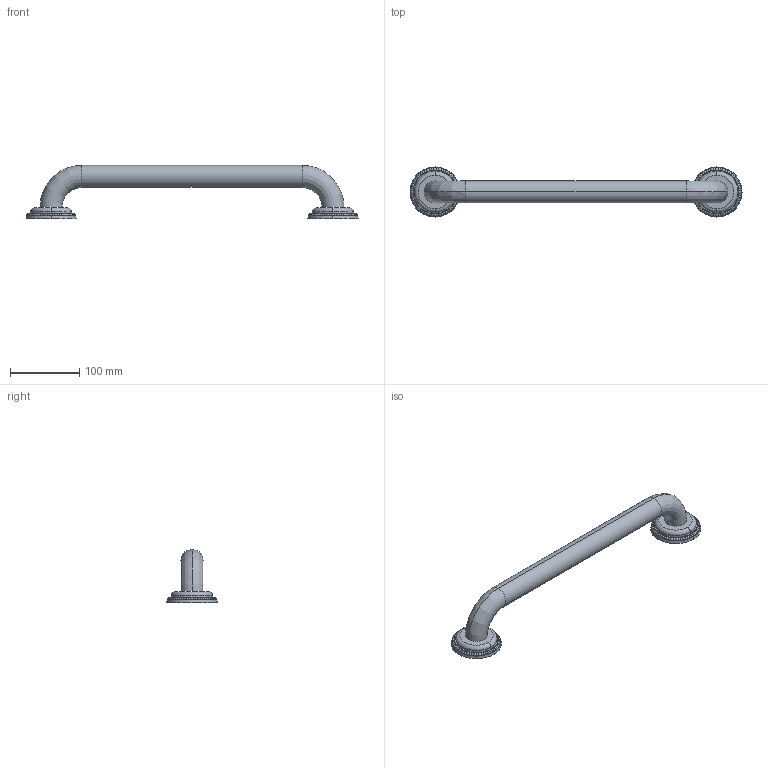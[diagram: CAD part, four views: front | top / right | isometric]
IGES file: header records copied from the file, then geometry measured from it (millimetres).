
Start section:  PTC IGES file: 22-36.igs
Global section: file name: 22-36.igs; native system: Pro/ENGINEER by Parametric Technology Corporation; preprocessor: 2009300; author: ramkumar; organization: Unknown; date: 20100820.114503; units: inch
Bounding box: 478.66 x 72.26 x 76.76 mm (x, y, z)
Surface area: 81021.6 mm2 (no closed solid volume)
Topology: 0 solids, 9 shells, 394 faces, 1030 edges, 644 vertices
Faces by surface type: revolution 386, bspline 8
